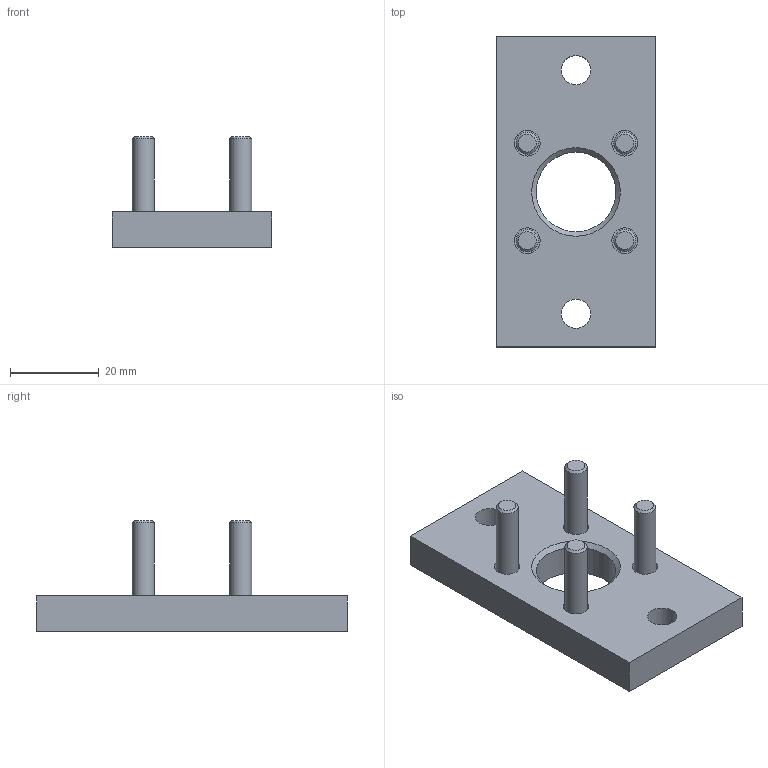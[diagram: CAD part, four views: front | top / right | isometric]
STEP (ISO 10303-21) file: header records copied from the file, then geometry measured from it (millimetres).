
FILE_DESCRIPTION(/* description */ ('STEP AP214'),/* implementation_level */ '2;1');
FILE_NAME(/* name */ '537247_FNC-20',/* time_stamp */ '2024-08-21T22:26:04+02:00',/* author */ ('License CC BY-ND 4.0'),/* organization */ ('CADENAS'),/* preprocessor_version */ 'ST-DEVELOPER v19.3',/* originating_system */ 'PARTsolutions',/* authorisation */ ' ');
FILE_SCHEMA (('AUTOMOTIVE_DESIGN {1 0 10303 214 3 1 1}'));
Length unit declared in the file: millimetre
Products named in the file (3): 537247 FNC-20; 537247 FNC-20---(F); DIN-6912 - M5x20(F)
Assembly tree (5 placements, depth 2):
  537247 FNC-20
    537247 FNC-20---(F)
    DIN-6912 - M5x20(F)  x4
Bounding box: 36 x 70 x 25 mm (x, y, z)
Volume: 17840.3 mm3; surface area: 9670.5 mm2
Topology: 5 solids, 5 shells, 138 faces, 267 edges, 147 vertices
Faces by surface type: plane 70, cone 37, cylinder 23, torus 8
Full cylindrical faces by diameter (mm): 2.5 x4, 5 x4, 5.8 x4, 6.6 x2, 8.5 x4, 10 x4, 18 x1
Entity records: 1334 total; most frequent: DIRECTION 232, CARTESIAN_POINT 220, ORIENTED_EDGE 160, AXIS2_PLACEMENT_3D 101, FACE_BOUND 91, EDGE_LOOP 90, EDGE_CURVE 80, VERTEX_POINT 59
